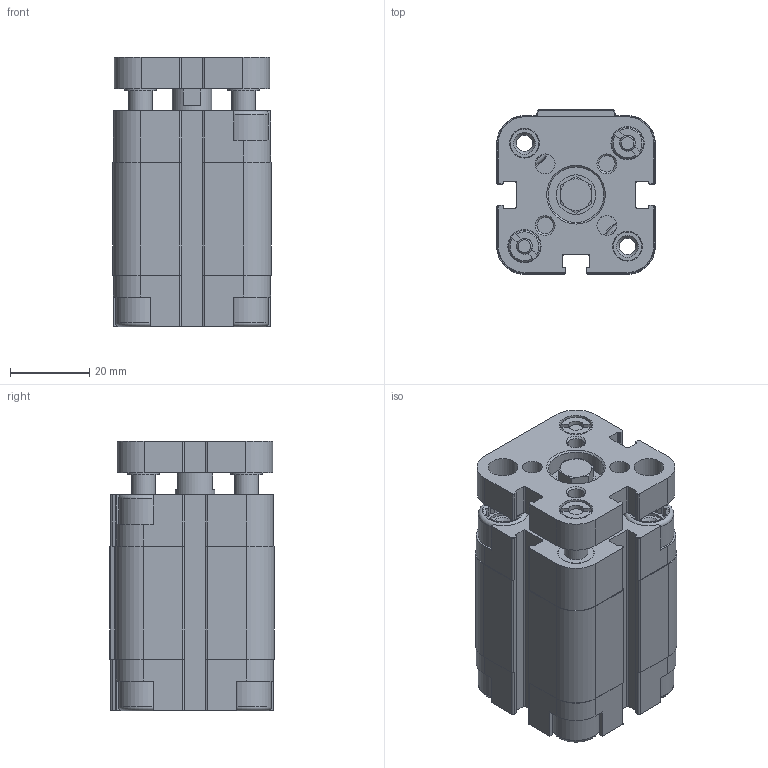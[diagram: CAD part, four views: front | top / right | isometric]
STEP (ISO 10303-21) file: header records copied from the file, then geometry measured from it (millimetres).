
FILE_DESCRIPTION(/* description */ ('STEP AP214'),/* implementation_level */ '2;1');
FILE_NAME(/* name */ '156868_ADVUL-25-15-P-A',/* time_stamp */ '2024-08-02T17:34:51+02:00',/* author */ ('License CC BY-ND 4.0'),/* organization */ ('CADENAS'),/* preprocessor_version */ 'ST-DEVELOPER v19.3',/* originating_system */ 'PARTsolutions',/* authorisation */ ' ');
FILE_SCHEMA (('AUTOMOTIVE_DESIGN {1 0 10303 214 3 1 1}'));
Length unit declared in the file: millimetre
Products named in the file (3): 156868 ADVUL-25-15-P-A---(0); 156868 ADVUL-25-15-P-A---(ZR); 156868 ADVUL-25-15---(KS)
Assembly tree (2 placements, depth 2):
  156868 ADVUL-25-15-P-A---(0)
    156868 ADVUL-25-15-P-A---(ZR)
    156868 ADVUL-25-15---(KS)
Bounding box: 40 x 41.5 x 68 mm (x, y, z)
Volume: 78297.1 mm3; surface area: 32261 mm2
Topology: 2 solids, 2 shells, 571 faces, 1510 edges, 989 vertices
Faces by surface type: plane 356, cylinder 171, cone 38, torus 6
Full cylindrical faces by diameter (mm): 4 x2, 4.134 x10, 5 x2, 6 x5, 7.2 x6, 7.5 x2, 8 x4, 8.1 x4, 8.4 x2, 8.5 x2, 9 x2, 10 x3, 12.5 x6, 14 x1, 25 x2
Entity records: 17310 total; most frequent: CARTESIAN_POINT 3444, ORIENTED_EDGE 2810, DIRECTION 2788, EDGE_CURVE 1405, VERTEX_POINT 973, AXIS2_PLACEMENT_3D 973, LINE 842, VECTOR 842
